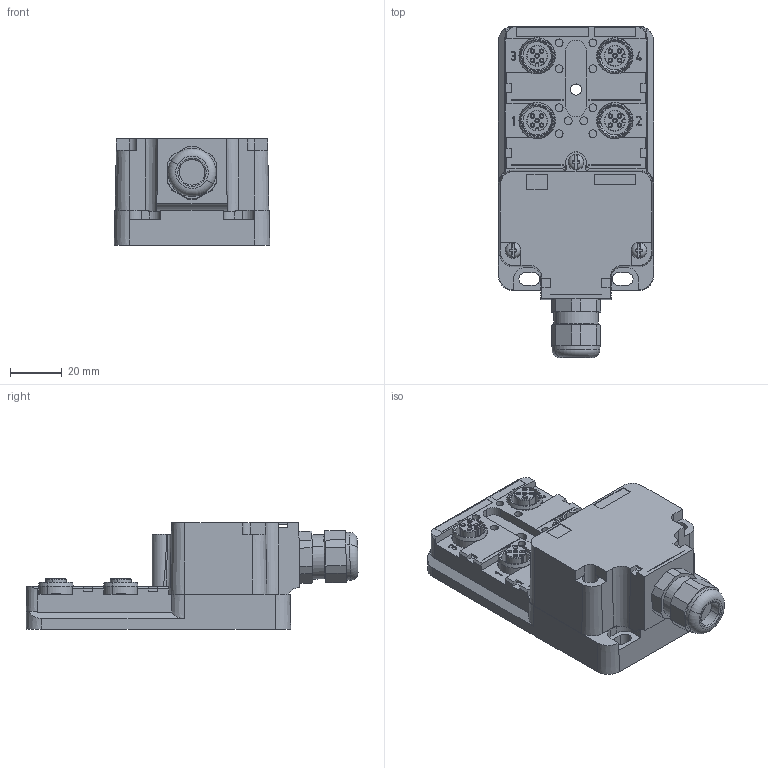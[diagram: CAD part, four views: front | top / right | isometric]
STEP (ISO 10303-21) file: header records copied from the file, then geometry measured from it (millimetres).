
FILE_DESCRIPTION(('CATIA V5 STEP Exchange','CAx-IF Rec.Pracs.--- Model Styling and Organization---1.5--- 2016-08-15','CAx-IF Rec.Pracs.---Supplemental Geometry---1.0---2011-11-01','CAx-IF Rec.Pracs.--- Composite Materials ---1.1---2010-07-15'),'2;1');
FILE_NAME ('022324-4_0', '2025-09-15T11:14:58+00:00', ('none'), ('Weidmueller'), 'CATIA Version 5-6 Release 2024 SP4', 'CATIA V5 STEP AP214 v3', 'none');
FILE_SCHEMA(('AUTOMOTIVE_DESIGN { 1 0 10303 214 1 1 1 1 }'));
Length unit declared in the file: millimetre
Products named in the file (1): 1806010000
Bounding box: 60 x 127.95 x 41 mm (x, y, z)
Volume: 101836.7 mm3; surface area: 49563.1 mm2
Topology: 1 solids, 4 shells, 1074 faces, 2702 edges, 1724 vertices
Faces by surface type: plane 557, cylinder 318, cone 147, torus 52
Entity records: 30688 total; most frequent: CARTESIAN_POINT 5718, ORIENTED_EDGE 5400, DIRECTION 4005, EDGE_CURVE 2700, VERTEX_POINT 1724, AXIS2_PLACEMENT_3D 1706, VECTOR 1581, LINE 1581
